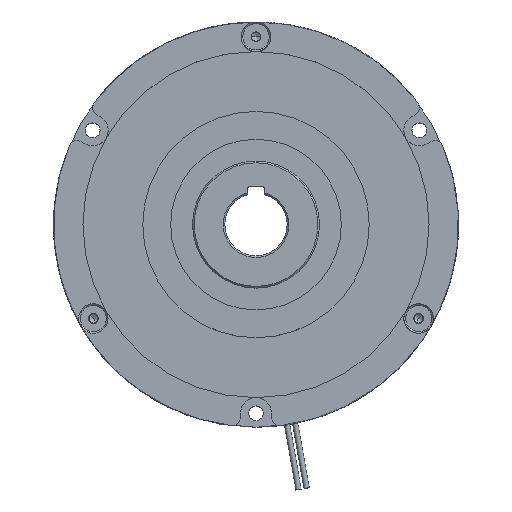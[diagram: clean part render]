
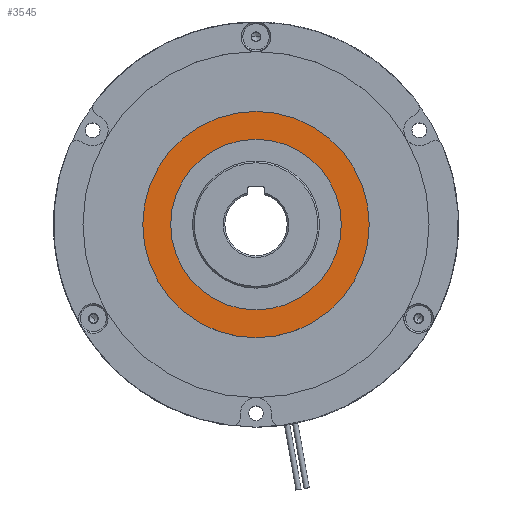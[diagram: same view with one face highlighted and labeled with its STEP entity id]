
A CAD part, top view. The second image highlights one B-rep face of the part: STEP entity #3545.
In plain terms, the highlighted planar face has unit normal (0, 0, -1).
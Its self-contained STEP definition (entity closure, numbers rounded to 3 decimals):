
#195 = EDGE_CURVE ( 'NONE', #1540, #8035, #5504, .T. ) ;
#619 = DIRECTION ( 'NONE',  ( 0., -1., 0. ) ) ;
#649 = DIRECTION ( 'NONE',  ( 0., -1., 0. ) ) ;
#910 = CARTESIAN_POINT ( 'NONE',  ( 0., 0., 29.2 ) ) ;
#1038 = DIRECTION ( 'NONE',  ( 0., 0., -1. ) ) ;
#1412 = AXIS2_PLACEMENT_3D ( 'NONE', #6889, #1038, #6050 ) ;
#1540 = VERTEX_POINT ( 'NONE', #4889 ) ;
#1737 = DIRECTION ( 'NONE',  ( 0., -1., 0. ) ) ;
#2470 = ORIENTED_EDGE ( 'NONE', *, *, #195, .T. ) ;
#2943 = AXIS2_PLACEMENT_3D ( 'NONE', #910, #6762, #1737 ) ;
#3013 = EDGE_LOOP ( 'NONE', ( #10804, #5361 ) ) ;
#3377 = FACE_OUTER_BOUND ( 'NONE', #9872, .T. ) ;
#3428 = CARTESIAN_POINT ( 'NONE',  ( 0., 26., 29.2 ) ) ;
#3545 = ADVANCED_FACE ( 'NONE', ( #3377, #7849 ), #4753, .F. ) ;
#4411 = DIRECTION ( 'NONE',  ( 0., 0., -1. ) ) ;
#4753 = PLANE ( 'NONE',  #5938 ) ;
#4847 = VERTEX_POINT ( 'NONE', #10704 ) ;
#4889 = CARTESIAN_POINT ( 'NONE',  ( -34.5, 0., 29.2 ) ) ;
#5361 = ORIENTED_EDGE ( 'NONE', *, *, #5416, .T. ) ;
#5416 = EDGE_CURVE ( 'NONE', #4847, #5443, #6198, .T. ) ;
#5443 = VERTEX_POINT ( 'NONE', #3428 ) ;
#5504 = CIRCLE ( 'NONE', #1412, 34.5 ) ;
#5612 = CARTESIAN_POINT ( 'NONE',  ( 34.5, 0., 29.2 ) ) ;
#5615 = DIRECTION ( 'NONE',  ( 0., 0., 1. ) ) ;
#5657 = DIRECTION ( 'NONE',  ( 0., 0., 1. ) ) ;
#5938 = AXIS2_PLACEMENT_3D ( 'NONE', #10707, #5615, #619 ) ;
#6050 = DIRECTION ( 'NONE',  ( 1., 0., 0. ) ) ;
#6198 = CIRCLE ( 'NONE', #2943, 26. ) ;
#6762 = DIRECTION ( 'NONE',  ( 0., 0., 1. ) ) ;
#6889 = CARTESIAN_POINT ( 'NONE',  ( 0., 0., 29.2 ) ) ;
#7849 = FACE_BOUND ( 'NONE', #3013, .T. ) ;
#7992 = CIRCLE ( 'NONE', #8816, 34.5 ) ;
#8035 = VERTEX_POINT ( 'NONE', #5612 ) ;
#8816 = AXIS2_PLACEMENT_3D ( 'NONE', #9484, #4411, #10325 ) ;
#9404 = ORIENTED_EDGE ( 'NONE', *, *, #9688, .T. ) ;
#9484 = CARTESIAN_POINT ( 'NONE',  ( 0., 0., 29.2 ) ) ;
#9688 = EDGE_CURVE ( 'NONE', #8035, #1540, #7992, .T. ) ;
#9837 = AXIS2_PLACEMENT_3D ( 'NONE', #10742, #5657, #649 ) ;
#9866 = CIRCLE ( 'NONE', #9837, 26. ) ;
#9872 = EDGE_LOOP ( 'NONE', ( #2470, #9404 ) ) ;
#10325 = DIRECTION ( 'NONE',  ( 1., 0., 0. ) ) ;
#10488 = EDGE_CURVE ( 'NONE', #5443, #4847, #9866, .T. ) ;
#10704 = CARTESIAN_POINT ( 'NONE',  ( 0., -26., 29.2 ) ) ;
#10707 = CARTESIAN_POINT ( 'NONE',  ( 0., 0., 29.2 ) ) ;
#10742 = CARTESIAN_POINT ( 'NONE',  ( 0., 0., 29.2 ) ) ;
#10804 = ORIENTED_EDGE ( 'NONE', *, *, #10488, .T. ) ;
